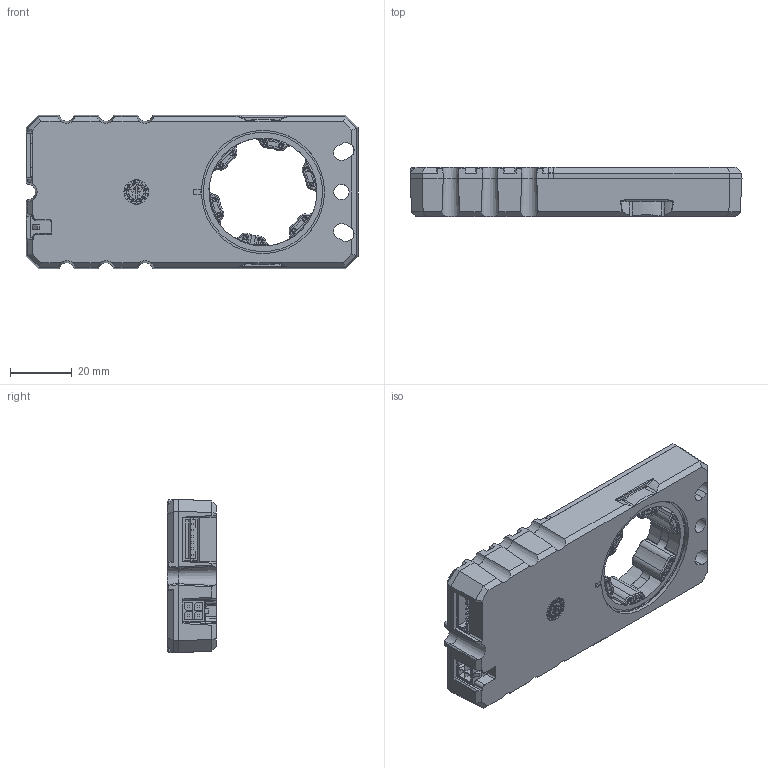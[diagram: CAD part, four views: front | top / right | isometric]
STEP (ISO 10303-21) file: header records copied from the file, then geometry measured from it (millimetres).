
FILE_DESCRIPTION(/* description */ ('STEP AP242','CAx-IF Rec.Pracs.---Representation and Presentation of Product Manufacturing Information (PMI)---4.0---2014-10-13','CAx-IF Rec.Pracs.---3D Tessellated Geometry---0.4---2014-09-14','2;1'),/* implementation_level */ '2;1');
FILE_NAME(/* name */ '68db000632309ca399c5d466',/* time_stamp */ '2025-09-29T21:54:18Z',/* author */ (''),/* organization */ (''),/* preprocessor_version */ 'ST-DEVELOPER v20',/* originating_system */ 'ONSHAPE BY PTC INC, 1.204',/* authorisation */ ' ');
FILE_SCHEMA (('AP242_MANAGED_MODEL_BASED_3D_ENGINEERING_MIM_LF { 1 0 10303 442 1 1 4 }'));
Products named in the file (32): REV-11-9008-A01-Defeatured; REV-11-9008-B01-Defeatured.STEP <1>; FP-KMR231GLFS-MFG_CMPL-001-0044-5.STEP; LED_LTST-C19HE1WT_CMPL-001-0041-3.STEP; CONN04_2125280400_MOL_CMP-00059-2.STEP; SHDRRA6W50P0X200_1X6_1390X760X480P_CMP-002-00071-6.STEP; REV-11-9008 ECAD_Board_BOARD.STEP; REV-11-9008-A02 Enclosure Only <1>; REV-11-9008-P02; REV-11-9008-P03; REV-29-8500; REV-11-9008-P06; REV-11-9008-P05; REV-11-1271-5; REV-11-9008-P01; REV-11-9008-P04; Part 1
Assembly tree (46 placements, depth 3):
  REV-11-9008-A01-Defeatured
    REV-11-9008-B01-Defeatured.STEP <1>
      FP-KMR231GLFS-MFG_CMPL-001-0044-5.STEP
      FP-KMR231GLFS-MFG_CMPL-001-0044-5.STEP
      FP-KMR231GLFS-MFG_CMPL-001-0044-5.STEP
      FP-KMR231GLFS-MFG_CMPL-001-0044-5.STEP
      FP-KMR231GLFS-MFG_CMPL-001-0044-5.STEP
      FP-KMR231GLFS-MFG_CMPL-001-0044-5.STEP
      FP-KMR231GLFS-MFG_CMPL-001-0044-5.STEP
      FP-KMR231GLFS-MFG_CMPL-001-0044-5.STEP
      FP-KMR231GLFS-MFG_CMPL-001-0044-5.STEP
      LED_LTST-C19HE1WT_CMPL-001-0041-3.STEP  x2
      LED_LTST-C19HE1WT_CMPL-001-0041-3.STEP  x2
      LED_LTST-C19HE1WT_CMPL-001-0041-3.STEP  x2
      LED_LTST-C19HE1WT_CMPL-001-0041-3.STEP  x2
      LED_LTST-C19HE1WT_CMPL-001-0041-3.STEP  x2
      LED_LTST-C19HE1WT_CMPL-001-0041-3.STEP  x2
      LED_LTST-C19HE1WT_CMPL-001-0041-3.STEP  x2
      LED_LTST-C19HE1WT_CMPL-001-0041-3.STEP  x2
      CONN04_2125280400_MOL_CMP-00059-2.STEP
      SHDRRA6W50P0X200_1X6_1390X760X480P_CMP-002-00071-6.STEP
      REV-11-9008 ECAD_Board_BOARD.STEP
    REV-11-9008-A02 Enclosure Only <1>
      REV-11-9008-P02
      REV-11-9008-P03
      REV-29-8500
      REV-11-9008-P06  x6
      REV-11-9008-P05  x2
      REV-11-1271-5
      REV-11-9008-P01
      REV-11-9008-P04
      Part 1  x2
Bounding box: 107.48 x 15.99 x 49.7 mm (x, y, z)
Volume: 34272.2 mm3; surface area: 54795.7 mm2
Topology: 44 solids, 47 shells, 4068 faces, 11292 edges, 7387 vertices
Faces by surface type: plane 2219, cylinder 858, bspline 589, cone 328, torus 55, sphere 19
Full cylindrical faces by diameter (mm): 0.409 x1, 0.9 x6, 1.016 x4, 1.143 x1, 1.6 x6, 2.2 x6, 3.048 x1, 3.1 x4, 3.3 x2, 3.4 x2, 4.8 x1, 5 x1, 6 x1, 7.8 x1, 8 x1, 17 x1, 18.8 x2, 19 x1, 21.2 x2, 23 x1, 35 x2, 38.603 x4, 40.397 x4, 44 x2
Entity records: 136823 total; most frequent: CARTESIAN_POINT 43804, ORIENTED_EDGE 20302, DIRECTION 17342, EDGE_CURVE 10151, VERTEX_POINT 6742, AXIS2_PLACEMENT_3D 5788, LINE 5766, VECTOR 5766
